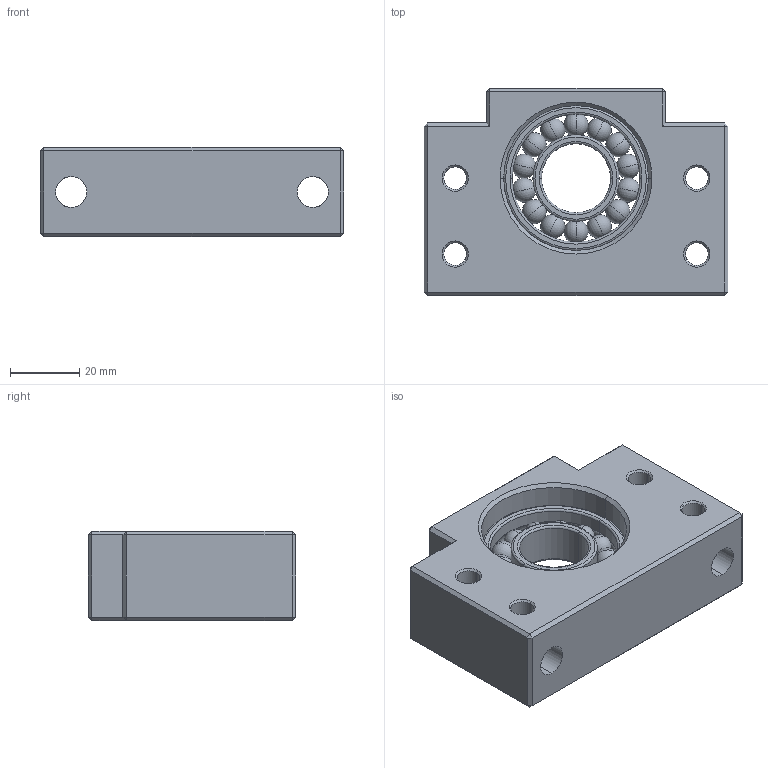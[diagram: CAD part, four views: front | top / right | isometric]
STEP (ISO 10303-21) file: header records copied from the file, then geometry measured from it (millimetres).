
FILE_DESCRIPTION (( 'STEP AP203' ), '1' );
FILE_NAME ('BF20²Õ¦X¥ó.STEP', '2010-10-04T07:36:11', ( '' ), ( '' ), 'SwSTEP 2.0', 'SolidWorks 2008', '' );
FILE_SCHEMA (( 'CONFIG_CONTROL_DESIGN' ));
Length unit declared in the file: millimetre
Products named in the file (1): BF20組合件
Bounding box: 88 x 60 x 26 mm (x, y, z)
Volume: 89110.7 mm3; surface area: 28962.8 mm2
Topology: 17 solids, 17 shells, 162 faces, 410 edges, 248 vertices
Faces by surface type: plane 50, cylinder 38, sphere 28, cone 24, torus 22
Entity records: 4877 total; most frequent: CARTESIAN_POINT 1253, DIRECTION 786, ORIENTED_EDGE 680, EDGE_CURVE 340, AXIS2_PLACEMENT_3D 315, VERTEX_POINT 206, EDGE_LOOP 182, ADVANCED_FACE 162
